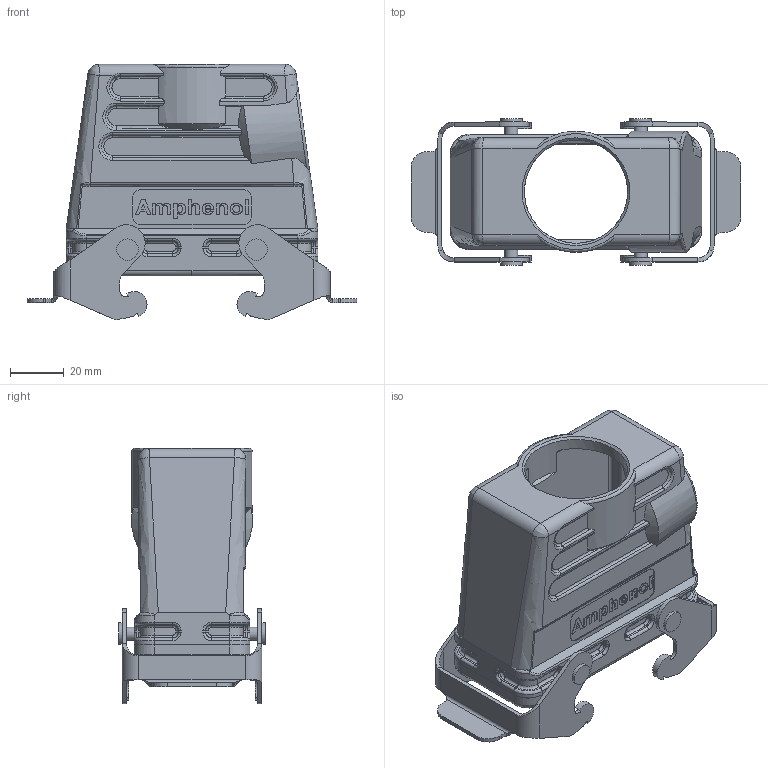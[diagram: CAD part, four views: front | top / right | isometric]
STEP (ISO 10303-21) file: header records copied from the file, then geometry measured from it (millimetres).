
FILE_DESCRIPTION(/* description */ (''),/* implementation_level */ '2;1');
FILE_NAME(/* name */ 'c146 21r016 803 8nxc001-02.stp',/* time_stamp */ '2021-04-27T08:04:16+02:00',/* author */ (''),/* organization */ (''),/* preprocessor_version */ 'ST-DEVELOPER v16.7',/* originating_system */ 'SIEMENS PLM Software NX 12.0',/* authorisation */ '');
FILE_SCHEMA (('AUTOMOTIVE_DESIGN { 1 0 10303 214 3 1 1 1 }'));
Length unit declared in the file: millimetre
Products named in the file (7): n 23 020 00x1nxm001-01; C146 K28 152 E8-01_31281ID; n 06 094 0001nxm001-02; N 03 049 0001-03; N 25 049 1000-03_SOLID; c146 21r016 803 8nxm001-02; c146 21r016 803 8nxc001-02
Assembly tree (11 placements, depth 4):
  c146 21r016 803 8nxc001-02
    c146 21r016 803 8nxm001-02
      N 03 049 0001-03  x4
      n 06 094 0001nxm001-02
      N 25 049 1000-03_SOLID  x2
        n 23 020 00x1nxm001-01
      C146 K28 152 E8-01_31281ID
Bounding box: 122.6 x 54.4 x 94.79 mm (x, y, z)
Volume: 67810.6 mm3; surface area: 53331.9 mm2
Topology: 1 solids, 3 shells, 878 faces, 2199 edges, 1352 vertices
Faces by surface type: plane 292, cylinder 252, bspline 243, extrusion 66, cone 17, revolution 4, sphere 2, torus 2
Full cylindrical faces by diameter (mm): 2.5 x4, 4.8 x4, 8 x4, 38.38 x1
Entity records: 38543 total; most frequent: CARTESIAN_POINT 14751, ORIENTED_EDGE 4288, DIRECTION 3385, EDGE_CURVE 2144, VERTEX_POINT 1338, AXIS2_PLACEMENT_3D 1183, VECTOR 1015, LINE 949
